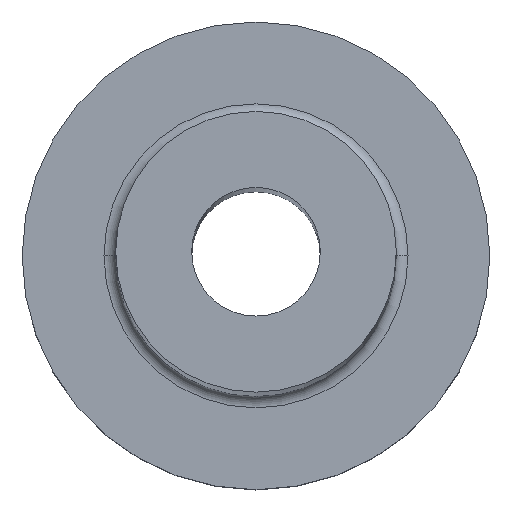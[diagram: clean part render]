
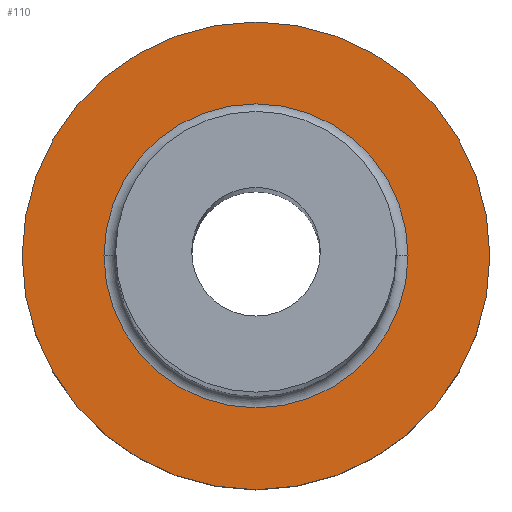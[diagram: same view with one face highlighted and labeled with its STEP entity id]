
A CAD part, top view. The second image highlights one B-rep face of the part: STEP entity #110.
In plain terms, the highlighted planar face has unit normal (0, 0, 1).
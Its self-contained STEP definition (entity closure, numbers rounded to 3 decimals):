
#5 = AXIS2_PLACEMENT_3D ( 'NONE', #121, #203, #354 ) ;
#20 = ORIENTED_EDGE ( 'NONE', *, *, #298, .T. ) ;
#24 = CARTESIAN_POINT ( 'NONE',  ( 0., 0., 7. ) ) ;
#26 = DIRECTION ( 'NONE',  ( 0., 0., 1. ) ) ;
#31 = CARTESIAN_POINT ( 'NONE',  ( 0., 0., 7. ) ) ;
#39 = ORIENTED_EDGE ( 'NONE', *, *, #175, .T. ) ;
#40 = CARTESIAN_POINT ( 'NONE',  ( 10., 0., 7. ) ) ;
#46 = VERTEX_POINT ( 'NONE', #198 ) ;
#54 = DIRECTION ( 'NONE',  ( 1., 0., 0. ) ) ;
#58 = DIRECTION ( 'NONE',  ( 1., 0., 0. ) ) ;
#78 = VERTEX_POINT ( 'NONE', #258 ) ;
#84 = DIRECTION ( 'NONE',  ( 0., 0., 1. ) ) ;
#86 = AXIS2_PLACEMENT_3D ( 'NONE', #223, #146, #58 ) ;
#87 = EDGE_CURVE ( 'NONE', #235, #46, #199, .T. ) ;
#90 = FACE_OUTER_BOUND ( 'NONE', #190, .T. ) ;
#108 = ORIENTED_EDGE ( 'NONE', *, *, #87, .T. ) ;
#110 = ADVANCED_FACE ( 'NONE', ( #144, #90 ), #113, .T. ) ;
#113 = PLANE ( 'NONE',  #357 ) ;
#121 = CARTESIAN_POINT ( 'NONE',  ( 0., 0., 7. ) ) ;
#134 = AXIS2_PLACEMENT_3D ( 'NONE', #167, #84, #54 ) ;
#142 = DIRECTION ( 'NONE',  ( 1., 0., 0. ) ) ;
#144 = FACE_BOUND ( 'NONE', #330, .T. ) ;
#146 = DIRECTION ( 'NONE',  ( 0., 0., -1. ) ) ;
#156 = EDGE_CURVE ( 'NONE', #78, #245, #288, .T. ) ;
#167 = CARTESIAN_POINT ( 'NONE',  ( 0., 0., 7. ) ) ;
#168 = CIRCLE ( 'NONE', #5, 6.5 ) ;
#175 = EDGE_CURVE ( 'NONE', #245, #78, #194, .T. ) ;
#190 = EDGE_LOOP ( 'NONE', ( #218, #39 ) ) ;
#194 = CIRCLE ( 'NONE', #134, 10. ) ;
#198 = CARTESIAN_POINT ( 'NONE',  ( 6.5, 0., 7. ) ) ;
#199 = CIRCLE ( 'NONE', #86, 6.5 ) ;
#203 = DIRECTION ( 'NONE',  ( 0., 0., -1. ) ) ;
#218 = ORIENTED_EDGE ( 'NONE', *, *, #156, .T. ) ;
#223 = CARTESIAN_POINT ( 'NONE',  ( 0., 0., 7. ) ) ;
#235 = VERTEX_POINT ( 'NONE', #294 ) ;
#245 = VERTEX_POINT ( 'NONE', #40 ) ;
#252 = DIRECTION ( 'NONE',  ( 1., 0., 0. ) ) ;
#256 = DIRECTION ( 'NONE',  ( 0., 0., 1. ) ) ;
#258 = CARTESIAN_POINT ( 'NONE',  ( -10., 0., 7. ) ) ;
#279 = AXIS2_PLACEMENT_3D ( 'NONE', #31, #256, #142 ) ;
#288 = CIRCLE ( 'NONE', #279, 10. ) ;
#294 = CARTESIAN_POINT ( 'NONE',  ( -6.5, 0., 7. ) ) ;
#298 = EDGE_CURVE ( 'NONE', #46, #235, #168, .T. ) ;
#330 = EDGE_LOOP ( 'NONE', ( #20, #108 ) ) ;
#354 = DIRECTION ( 'NONE',  ( 1., 0., 0. ) ) ;
#357 = AXIS2_PLACEMENT_3D ( 'NONE', #24, #26, #252 ) ;
